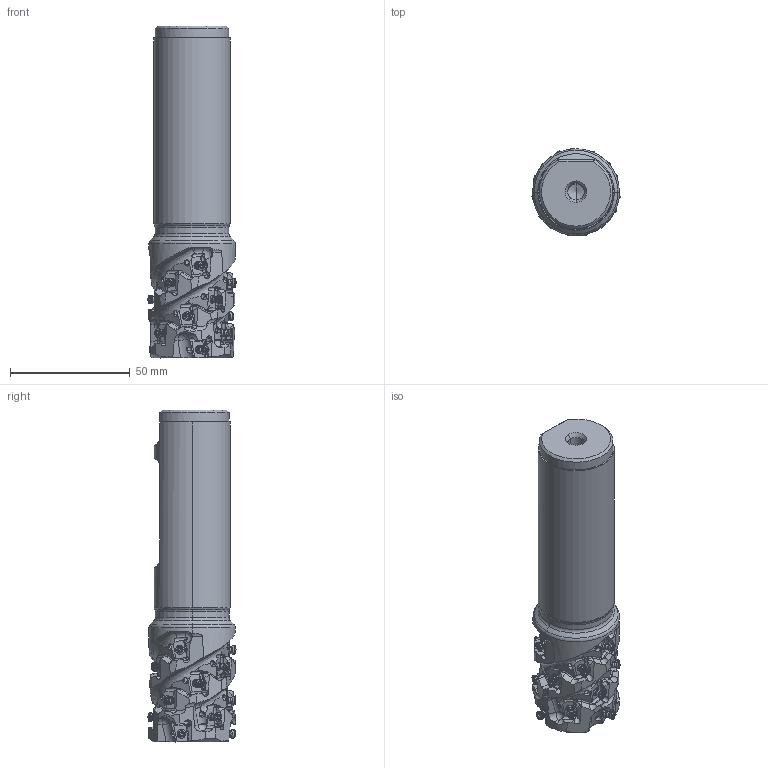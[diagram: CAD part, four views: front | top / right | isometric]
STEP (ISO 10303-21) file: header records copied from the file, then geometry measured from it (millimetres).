
FILE_DESCRIPTION(/* description */ (''),/* implementation_level */ '2;1');
FILE_NAME(/* name */ 'VPX200UR243FA20S1618.stp',/* time_stamp */ '2021-06-22T11:12:48+09:00',/* author */ (''),/* organization */ (''),/* preprocessor_version */ 'ST-DEVELOPER v16',/* originating_system */ 'SIEMENS PLM Software NX 10.0',/* authorisation */ '');
FILE_SCHEMA (('AUTOMOTIVE_DESIGN { 1 0 10303 214 3 1 1 1 }'));
Products named in the file (1): VPX200UR243FA20S1618_ASM
Bounding box: 36.75 x 36.75 x 138.5 mm (x, y, z)
Volume: 102209.1 mm3; surface area: 24636.6 mm2
Topology: 19 solids, 19 shells, 1921 faces, 5361 edges, 3412 vertices
Faces by surface type: cylinder 905, plane 463, cone 264, torus 136, sphere 114, bspline 21, extrusion 18
Entity records: 80127 total; most frequent: CARTESIAN_POINT 32031, ORIENTED_EDGE 10426, DIRECTION 9654, EDGE_CURVE 5213, AXIS2_PLACEMENT_3D 3946, VERTEX_POINT 3391, EDGE_LOOP 2018, ADVANCED_FACE 1921
